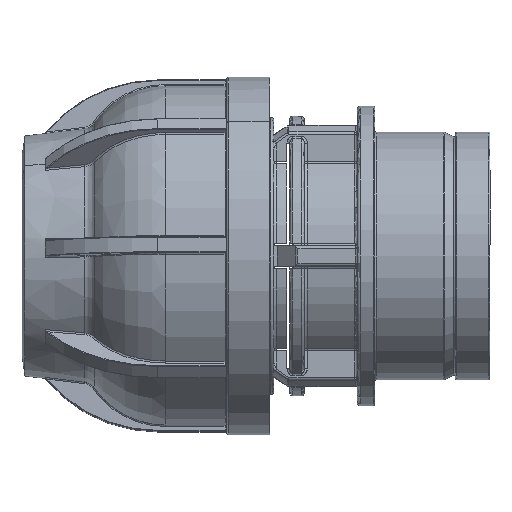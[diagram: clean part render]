
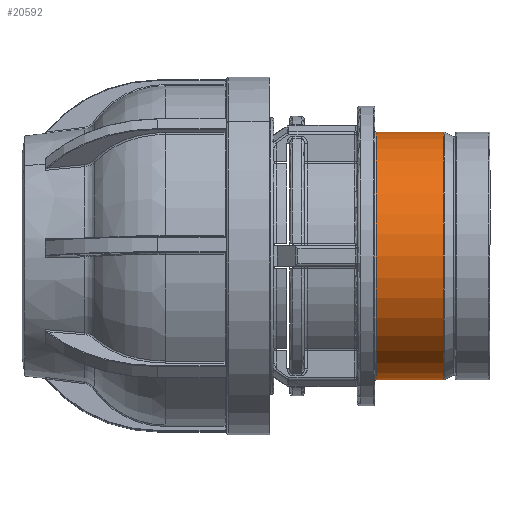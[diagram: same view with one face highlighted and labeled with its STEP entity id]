
A CAD part, front view. The second image highlights one B-rep face of the part: STEP entity #20592.
In plain terms, the highlighted cylindrical face has radius 21.5 mm (diameter 43 mm), a partial arc.
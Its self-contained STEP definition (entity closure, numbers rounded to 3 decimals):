
#1515 = CARTESIAN_POINT ( 'NONE',  ( -18., -108.653, 21.5 ) ) ;
#1516 = DIRECTION ( 'NONE',  ( -1., 0., 0. ) ) ;
#1517 = CARTESIAN_POINT ( 'NONE',  ( -4.559, -108.653, 0. ) ) ;
#1518 = DIRECTION ( 'NONE',  ( -1., 0., 0. ) ) ;
#1519 = DIRECTION ( 'NONE',  ( 0., 0., 1. ) ) ;
#1520 = CARTESIAN_POINT ( 'NONE',  ( -16.25, -108.653, 0. ) ) ;
#1521 = DIRECTION ( 'NONE',  ( 1., 0., 0. ) ) ;
#1522 = DIRECTION ( 'NONE',  ( 0., 0., -1. ) ) ;
#1523 = CARTESIAN_POINT ( 'NONE',  ( -18., -108.653, -21.5 ) ) ;
#1524 = DIRECTION ( 'NONE',  ( -1., 0., 0. ) ) ;
#2118 = CARTESIAN_POINT ( 'NONE',  ( -18., -108.653, 0. ) ) ;
#2119 = DIRECTION ( 'NONE',  ( -1., 0., 0. ) ) ;
#2120 = DIRECTION ( 'NONE',  ( 0., 0., -1. ) ) ;
#2348 = FACE_OUTER_BOUND ( 'NONE', #11093, .T. ) ;
#2349 = CYLINDRICAL_SURFACE ( 'NONE', #39804, 21.5 ) ;
#11093 = EDGE_LOOP ( 'NONE', ( #20169, #20171, #20170, #20172 ) ) ;
#18710 = VERTEX_POINT ( 'NONE', #38975 ) ;
#18711 = VERTEX_POINT ( 'NONE', #38976 ) ;
#18713 = VERTEX_POINT ( 'NONE', #38978 ) ;
#18716 = VERTEX_POINT ( 'NONE', #38981 ) ;
#20169 = ORIENTED_EDGE ( 'NONE', *, *, #20462, .T. ) ;
#20170 = ORIENTED_EDGE ( 'NONE', *, *, #20463, .T. ) ;
#20171 = ORIENTED_EDGE ( 'NONE', *, *, #20461, .T. ) ;
#20172 = ORIENTED_EDGE ( 'NONE', *, *, #20464, .F. ) ;
#20461 = EDGE_CURVE ( 'NONE', #18716, #18710, #27640, .T. ) ;
#20462 = EDGE_CURVE ( 'NONE', #18713, #18716, #39654, .T. ) ;
#20463 = EDGE_CURVE ( 'NONE', #18710, #18711, #39650, .T. ) ;
#20464 = EDGE_CURVE ( 'NONE', #18713, #18711, #27641, .T. ) ;
#20592 = ADVANCED_FACE ( 'NONE', ( #2348 ), #2349, .T. ) ;
#27640 = LINE ( 'NONE', #1515, #39655 ) ;
#27641 = LINE ( 'NONE', #1523, #39660 ) ;
#38975 = CARTESIAN_POINT ( 'NONE',  ( -16.25, -108.653, 21.5 ) ) ;
#38976 = CARTESIAN_POINT ( 'NONE',  ( -16.25, -108.653, -21.5 ) ) ;
#38978 = CARTESIAN_POINT ( 'NONE',  ( -4.559, -108.653, -21.5 ) ) ;
#38981 = CARTESIAN_POINT ( 'NONE',  ( -4.559, -108.653, 21.5 ) ) ;
#39650 = CIRCLE ( 'NONE', #39658, 21.5 ) ;
#39654 = CIRCLE ( 'NONE', #39656, 21.5 ) ;
#39655 = VECTOR ( 'NONE', #1516, 1000. ) ;
#39656 = AXIS2_PLACEMENT_3D ( 'NONE', #1517, #1518, #1519 ) ;
#39658 = AXIS2_PLACEMENT_3D ( 'NONE', #1520, #1521, #1522 ) ;
#39660 = VECTOR ( 'NONE', #1524, 1000. ) ;
#39804 = AXIS2_PLACEMENT_3D ( 'NONE', #2118, #2119, #2120 ) ;
